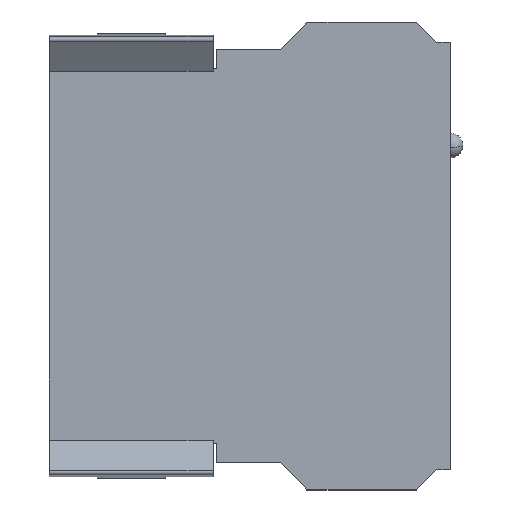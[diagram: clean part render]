
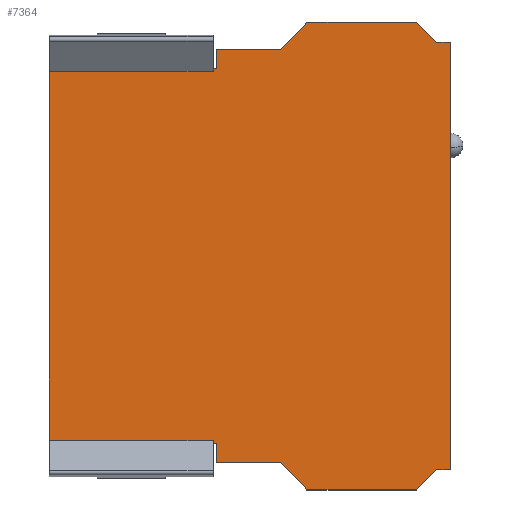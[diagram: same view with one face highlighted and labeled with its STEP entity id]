
A CAD part, top view. The second image highlights one B-rep face of the part: STEP entity #7364.
In plain terms, the highlighted planar face has unit normal (0, 0, 1).
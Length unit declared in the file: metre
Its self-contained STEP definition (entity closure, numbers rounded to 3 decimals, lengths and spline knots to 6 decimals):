
#3373=DIRECTION('',(0.,-1.,0.));
#3374=VECTOR('',#3373,0.04485);
#3375=CARTESIAN_POINT('',(-0.0459,0.022425,0.0045));
#3376=LINE('',#3375,#3374);
#3408=DIRECTION('',(1.,0.,0.));
#3409=VECTOR('',#3408,0.00035);
#3410=CARTESIAN_POINT('',(-0.02715,-0.021425,0.0045));
#3411=LINE('',#3410,#3409);
#3800=DIRECTION('',(0.692,0.722,0.));
#3801=VECTOR('',#3800,0.004297);
#3802=CARTESIAN_POINT('',(-0.0194,0.02365,0.0045));
#3803=LINE('',#3802,#3801);
#3807=DIRECTION('',(0.707,-0.707,0.));
#3808=VECTOR('',#3807,0.003288);
#3809=CARTESIAN_POINT('',(-0.003925,0.02675,0.0045));
#3810=LINE('',#3809,#3808);
#3814=DIRECTION('',(-0.707,-0.707,0.));
#3815=VECTOR('',#3814,0.003288);
#3816=CARTESIAN_POINT('',(-0.0016,-0.024425,0.0045));
#3817=LINE('',#3816,#3815);
#3821=DIRECTION('',(-0.692,0.722,0.));
#3822=VECTOR('',#3821,0.004297);
#3823=CARTESIAN_POINT('',(-0.016425,-0.02675,0.0045));
#3824=LINE('',#3823,#3822);
#3828=DIRECTION('',(-1.,0.,0.));
#3829=VECTOR('',#3828,0.01875);
#3830=CARTESIAN_POINT('',(-0.02715,-0.022425,0.0045));
#3831=LINE('',#3830,#3829);
#3849=DIRECTION('',(-1.,0.,0.));
#3850=VECTOR('',#3849,0.01875);
#3851=CARTESIAN_POINT('',(-0.02715,0.022425,0.0045));
#3852=LINE('',#3851,#3850);
#4062=DIRECTION('',(-1.,0.,0.));
#4063=VECTOR('',#4062,0.00035);
#4064=CARTESIAN_POINT('',(-0.0268,0.021425,0.0045));
#4065=LINE('',#4064,#4063);
#4636=DIRECTION('',(0.,-1.,0.));
#4637=VECTOR('',#4636,0.002225);
#4638=CARTESIAN_POINT('',(-0.0268,-0.021425,0.0045));
#4639=LINE('',#4638,#4637);
#4650=DIRECTION('',(1.,0.,0.));
#4651=VECTOR('',#4650,0.0074);
#4652=CARTESIAN_POINT('',(-0.0268,-0.02365,0.0045));
#4653=LINE('',#4652,#4651);
#4671=DIRECTION('',(1.,0.,0.));
#4672=VECTOR('',#4671,0.0125);
#4673=CARTESIAN_POINT('',(-0.016425,-0.02675,0.0045));
#4674=LINE('',#4673,#4672);
#4692=DIRECTION('',(1.,0.,0.));
#4693=VECTOR('',#4692,0.0016);
#4694=CARTESIAN_POINT('',(-0.0016,-0.024425,0.0045));
#4695=LINE('',#4694,#4693);
#4706=DIRECTION('',(0.,1.,0.));
#4707=VECTOR('',#4706,0.04885);
#4708=CARTESIAN_POINT('',(0.,-0.024425,0.0045));
#4709=LINE('',#4708,#4707);
#4991=DIRECTION('',(-1.,0.,0.));
#4992=VECTOR('',#4991,0.0016);
#4993=CARTESIAN_POINT('',(0.,0.024425,0.0045));
#4994=LINE('',#4993,#4992);
#5012=DIRECTION('',(-1.,0.,0.));
#5013=VECTOR('',#5012,0.0125);
#5014=CARTESIAN_POINT('',(-0.003925,0.02675,0.0045));
#5015=LINE('',#5014,#5013);
#5033=DIRECTION('',(-1.,0.,0.));
#5034=VECTOR('',#5033,0.0074);
#5035=CARTESIAN_POINT('',(-0.0194,0.02365,0.0045));
#5036=LINE('',#5035,#5034);
#5047=DIRECTION('',(0.,-1.,0.));
#5048=VECTOR('',#5047,0.002225);
#5049=CARTESIAN_POINT('',(-0.0268,0.02365,0.0045));
#5050=LINE('',#5049,#5048);
#6301=DIRECTION('',(0.,1.,0.));
#6302=VECTOR('',#6301,0.001);
#6303=CARTESIAN_POINT('',(-0.02715,0.021425,0.0045));
#6304=LINE('',#6303,#6302);
#6329=DIRECTION('',(0.,1.,0.));
#6330=VECTOR('',#6329,0.001);
#6331=CARTESIAN_POINT('',(-0.02715,-0.022425,0.0045));
#6332=LINE('',#6331,#6330);
#6360=CARTESIAN_POINT('',(-0.0459,0.022425,0.0045));
#6361=VERTEX_POINT('',#6360);
#6362=CARTESIAN_POINT('',(-0.0459,-0.022425,0.0045));
#6363=VERTEX_POINT('',#6362);
#6372=CARTESIAN_POINT('',(-0.02715,-0.021425,0.0045));
#6373=VERTEX_POINT('',#6372);
#6374=CARTESIAN_POINT('',(-0.0268,-0.021425,0.0045));
#6375=VERTEX_POINT('',#6374);
#6450=CARTESIAN_POINT('',(-0.02715,-0.022425,0.0045));
#6451=VERTEX_POINT('',#6450);
#6454=CARTESIAN_POINT('',(-0.02715,0.022425,0.0045));
#6455=VERTEX_POINT('',#6454);
#6456=CARTESIAN_POINT('',(-0.02715,0.021425,0.0045));
#6457=VERTEX_POINT('',#6456);
#6458=CARTESIAN_POINT('',(-0.0268,0.021425,0.0045));
#6459=VERTEX_POINT('',#6458);
#6460=CARTESIAN_POINT('',(-0.0268,0.02365,0.0045));
#6461=VERTEX_POINT('',#6460);
#6462=CARTESIAN_POINT('',(-0.0194,0.02365,0.0045));
#6463=VERTEX_POINT('',#6462);
#6464=CARTESIAN_POINT('',(-0.016425,0.02675,0.0045));
#6465=VERTEX_POINT('',#6464);
#6466=CARTESIAN_POINT('',(-0.003925,0.02675,0.0045));
#6467=VERTEX_POINT('',#6466);
#6468=CARTESIAN_POINT('',(-0.0016,0.024425,0.0045));
#6469=VERTEX_POINT('',#6468);
#6470=CARTESIAN_POINT('',(0.,0.024425,0.0045));
#6471=VERTEX_POINT('',#6470);
#6472=CARTESIAN_POINT('',(0.,-0.024425,0.0045));
#6473=VERTEX_POINT('',#6472);
#6474=CARTESIAN_POINT('',(-0.0016,-0.024425,0.0045));
#6475=VERTEX_POINT('',#6474);
#6476=CARTESIAN_POINT('',(-0.003925,-0.02675,0.0045));
#6477=VERTEX_POINT('',#6476);
#6478=CARTESIAN_POINT('',(-0.016425,-0.02675,0.0045));
#6479=VERTEX_POINT('',#6478);
#6480=CARTESIAN_POINT('',(-0.0194,-0.02365,0.0045));
#6481=VERTEX_POINT('',#6480);
#6482=CARTESIAN_POINT('',(-0.0268,-0.02365,0.0045));
#6483=VERTEX_POINT('',#6482);
#7320=CARTESIAN_POINT('',(0.,-0.021425,0.0045));
#7321=DIRECTION('',(0.,0.,-1.));
#7322=DIRECTION('',(-1.,0.,0.));
#7323=AXIS2_PLACEMENT_3D('',#7320,#7321,#7322);
#7324=PLANE('',#7323);
#7325=ORIENTED_EDGE('',*,*,#6872,.F.);
#7327=ORIENTED_EDGE('',*,*,#7326,.F.);
#7329=ORIENTED_EDGE('',*,*,#7328,.F.);
#7331=ORIENTED_EDGE('',*,*,#7330,.F.);
#7333=ORIENTED_EDGE('',*,*,#7332,.F.);
#7335=ORIENTED_EDGE('',*,*,#7334,.F.);
#7337=ORIENTED_EDGE('',*,*,#7336,.T.);
#7339=ORIENTED_EDGE('',*,*,#7338,.F.);
#7341=ORIENTED_EDGE('',*,*,#7340,.T.);
#7343=ORIENTED_EDGE('',*,*,#7342,.F.);
#7345=ORIENTED_EDGE('',*,*,#7344,.F.);
#7347=ORIENTED_EDGE('',*,*,#7346,.F.);
#7349=ORIENTED_EDGE('',*,*,#7348,.T.);
#7351=ORIENTED_EDGE('',*,*,#7350,.F.);
#7353=ORIENTED_EDGE('',*,*,#7352,.T.);
#7355=ORIENTED_EDGE('',*,*,#7354,.F.);
#7357=ORIENTED_EDGE('',*,*,#7356,.F.);
#7358=ORIENTED_EDGE('',*,*,#6899,.F.);
#7360=ORIENTED_EDGE('',*,*,#7359,.F.);
#7361=ORIENTED_EDGE('',*,*,#7285,.T.);
#7362=EDGE_LOOP('',(#7325,#7327,#7329,#7331,#7333,#7335,#7337,#7339,#7341,#7343,
#7345,#7347,#7349,#7351,#7353,#7355,#7357,#7358,#7360,#7361));
#7363=FACE_OUTER_BOUND('',#7362,.F.);
#6872=EDGE_CURVE('',#6361,#6363,#3376,.T.);
#6899=EDGE_CURVE('',#6373,#6375,#3411,.T.);
#7285=EDGE_CURVE('',#6451,#6363,#3831,.T.);
#7326=EDGE_CURVE('',#6455,#6361,#3852,.T.);
#7328=EDGE_CURVE('',#6457,#6455,#6304,.T.);
#7330=EDGE_CURVE('',#6459,#6457,#4065,.T.);
#7332=EDGE_CURVE('',#6461,#6459,#5050,.T.);
#7334=EDGE_CURVE('',#6463,#6461,#5036,.T.);
#7336=EDGE_CURVE('',#6463,#6465,#3803,.T.);
#7338=EDGE_CURVE('',#6467,#6465,#5015,.T.);
#7340=EDGE_CURVE('',#6467,#6469,#3810,.T.);
#7342=EDGE_CURVE('',#6471,#6469,#4994,.T.);
#7344=EDGE_CURVE('',#6473,#6471,#4709,.T.);
#7346=EDGE_CURVE('',#6475,#6473,#4695,.T.);
#7348=EDGE_CURVE('',#6475,#6477,#3817,.T.);
#7350=EDGE_CURVE('',#6479,#6477,#4674,.T.);
#7352=EDGE_CURVE('',#6479,#6481,#3824,.T.);
#7354=EDGE_CURVE('',#6483,#6481,#4653,.T.);
#7356=EDGE_CURVE('',#6375,#6483,#4639,.T.);
#7359=EDGE_CURVE('',#6451,#6373,#6332,.T.);
#7364=ADVANCED_FACE('',(#7363),#7324,.F.);
